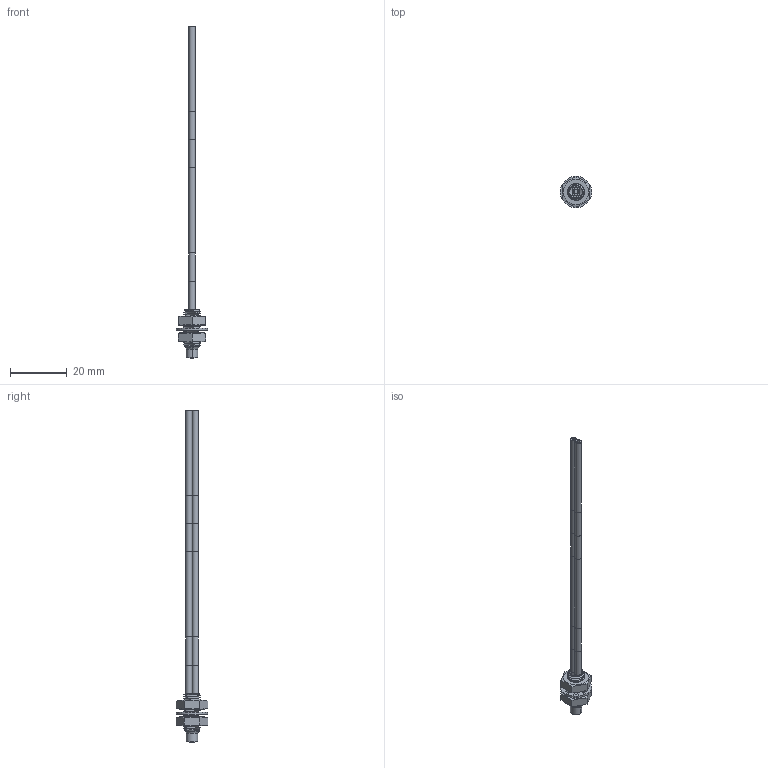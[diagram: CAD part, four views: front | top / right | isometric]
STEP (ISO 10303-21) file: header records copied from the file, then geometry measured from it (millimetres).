
FILE_DESCRIPTION((''),'2;1');
FILE_NAME('193365_ASM','2016-03-02T',('pdmadmin'),(''),'PRO/ENGINEER BY PARAMETRIC TECHNOLOGY CORPORATION, 2013230','PRO/ENGINEER BY PARAMETRIC TECHNOLOGY CORPORATION, 2013230','');
FILE_SCHEMA(('CONFIG_CONTROL_DESIGN'));
Length unit declared in the file: inch
Products named in the file (9): 30922; 30920; 30921; 10147; FIBER_CORE_1MM; 10147_BARE_CORE67; 10147_ASM; 30615_ASM; 193365_ASM
Assembly tree (12 placements, depth 4):
  193365_ASM
    30615_ASM
      30922
      30920
      30921  x2
      10147_ASM
        10147
        FIBER_CORE_1MM  x2
        10147_BARE_CORE67  x2
      10147
Bounding box: 11 x 11 x 117.02 mm (x, y, z)
Volume: 1243.4 mm3; surface area: 3815.4 mm2
Topology: 10 solids, 12 shells, 191 faces, 463 edges, 292 vertices
Faces by surface type: cylinder 103, plane 48, bspline 18, cone 14, torus 8
Entity records: 9021 total; most frequent: CARTESIAN_POINT 5484, ORIENTED_EDGE 710, DIRECTION 685, EDGE_CURVE 357, AXIS2_PLACEMENT_3D 268, VERTEX_POINT 228, EDGE_LOOP 151, VECTOR 149
